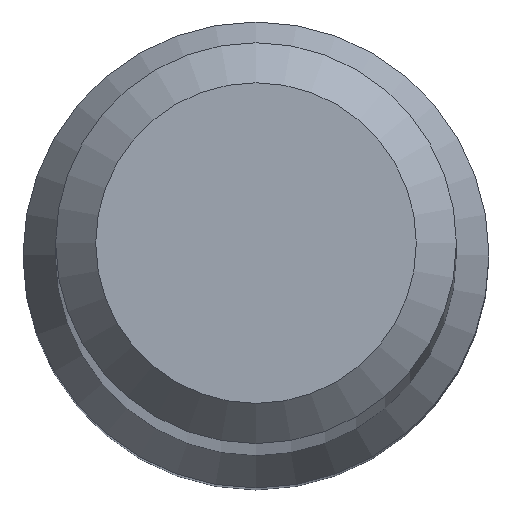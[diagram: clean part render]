
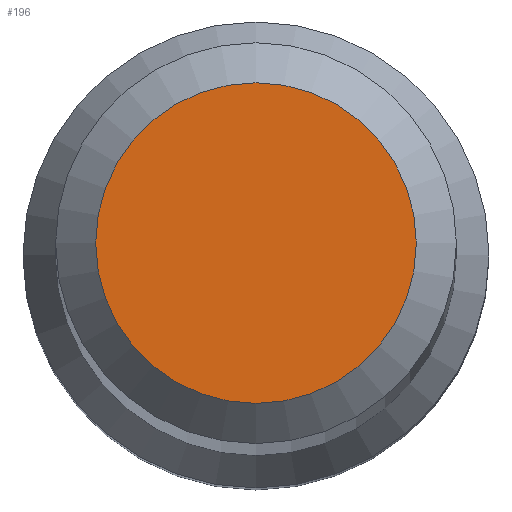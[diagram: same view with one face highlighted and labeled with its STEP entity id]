
A CAD part, top view. The second image highlights one B-rep face of the part: STEP entity #196.
In plain terms, the highlighted planar face has unit normal (0, 0, 1).
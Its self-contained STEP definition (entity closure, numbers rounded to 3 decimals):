
#4 = DIRECTION ( 'NONE',  ( 0., 0., -1. ) ) ;
#7 = CIRCLE ( 'NONE', #57, 1.6 ) ;
#15 = VERTEX_POINT ( 'NONE', #239 ) ;
#28 = EDGE_CURVE ( 'NONE', #15, #15, #7, .T. ) ;
#52 = FACE_OUTER_BOUND ( 'NONE', #232, .T. ) ;
#57 = AXIS2_PLACEMENT_3D ( 'NONE', #172, #4, #63 ) ;
#63 = DIRECTION ( 'NONE',  ( 0., 1., 0. ) ) ;
#64 = ORIENTED_EDGE ( 'NONE', *, *, #28, .F. ) ;
#71 = CARTESIAN_POINT ( 'NONE',  ( 0., 0., 80. ) ) ;
#94 = DIRECTION ( 'NONE',  ( 0., 1., 0. ) ) ;
#128 = AXIS2_PLACEMENT_3D ( 'NONE', #71, #202, #94 ) ;
#147 = PLANE ( 'NONE',  #128 ) ;
#172 = CARTESIAN_POINT ( 'NONE',  ( 0., 0., 80. ) ) ;
#196 = ADVANCED_FACE ( 'NONE', ( #52 ), #147, .F. ) ;
#202 = DIRECTION ( 'NONE',  ( 0., 0., -1. ) ) ;
#232 = EDGE_LOOP ( 'NONE', ( #64 ) ) ;
#239 = CARTESIAN_POINT ( 'NONE',  ( 0., 1.6, 80. ) ) ;
